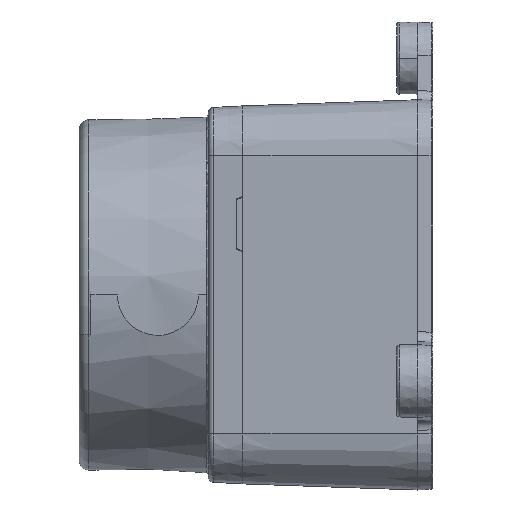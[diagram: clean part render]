
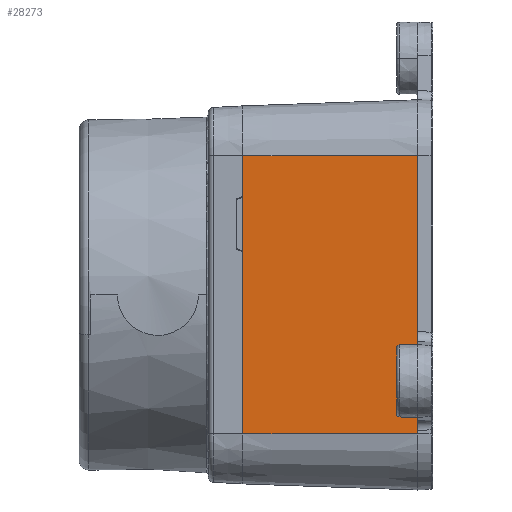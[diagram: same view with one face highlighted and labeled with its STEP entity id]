
A CAD part, left-side view. The second image highlights one B-rep face of the part: STEP entity #28273.
In plain terms, the highlighted planar face has unit normal (-0.999, 0.035, 0).
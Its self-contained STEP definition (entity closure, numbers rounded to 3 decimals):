
#7954=DIRECTION('',(0.,0.,-1.));
#7955=VECTOR('',#7954,5.287);
#7956=CARTESIAN_POINT('',(-18.69,8.6,9.643));
#7957=LINE('',#7956,#7955);
#7962=DIRECTION('',(-0.035,-0.999,0.));
#7963=VECTOR('',#7962,17.311);
#7964=CARTESIAN_POINT('',(-18.69,8.6,13.75));
#7965=LINE('',#7964,#7963);
#8027=DIRECTION('',(0.,0.,-1.));
#8028=VECTOR('',#8027,27.5);
#8029=CARTESIAN_POINT('',(-19.294,-8.7,13.75));
#8030=LINE('',#8029,#8028);
#19181=DIRECTION('',(0.,0.,-1.));
#19182=VECTOR('',#19181,4.107);
#19183=CARTESIAN_POINT('',(-18.69,8.6,13.75));
#19184=LINE('',#19183,#19182);
#19209=DIRECTION('',(0.,0.,-1.));
#19210=VECTOR('',#19209,18.107);
#19211=CARTESIAN_POINT('',(-18.69,8.6,4.357));
#19212=LINE('',#19211,#19210);
#20068=DIRECTION('',(-0.035,-0.999,0.));
#20069=VECTOR('',#20068,17.311);
#20070=CARTESIAN_POINT('',(-18.69,8.6,-13.75));
#20071=LINE('',#20070,#20069);
#23298=CARTESIAN_POINT('',(-19.294,-8.7,-13.75));
#23300=VERTEX_POINT('',#23298);
#23311=CARTESIAN_POINT('',(-19.294,-8.7,13.75));
#23312=VERTEX_POINT('',#23311);
#23323=CARTESIAN_POINT('',(-18.69,8.6,-13.75));
#23324=VERTEX_POINT('',#23323);
#23331=CARTESIAN_POINT('',(-18.69,8.6,13.75));
#23332=VERTEX_POINT('',#23331);
#24344=CARTESIAN_POINT('',(-18.69,8.6,9.643));
#24345=VERTEX_POINT('',#24344);
#24346=CARTESIAN_POINT('',(-18.69,8.6,4.357));
#24347=VERTEX_POINT('',#24346);
#28255=CARTESIAN_POINT('',(-18.69,8.6,15.443));
#28256=DIRECTION('',(0.999,-0.035,0.));
#28257=DIRECTION('',(0.,0.,-1.));
#28258=AXIS2_PLACEMENT_3D('',#28255,#28256,#28257);
#28259=PLANE('',#28258);
#28261=ORIENTED_EDGE('',*,*,#28260,.T.);
#28263=ORIENTED_EDGE('',*,*,#28262,.F.);
#28265=ORIENTED_EDGE('',*,*,#28264,.F.);
#28266=ORIENTED_EDGE('',*,*,#28245,.F.);
#28268=ORIENTED_EDGE('',*,*,#28267,.F.);
#28270=ORIENTED_EDGE('',*,*,#28269,.T.);
#28271=EDGE_LOOP('',(#28261,#28263,#28265,#28266,#28268,#28270));
#28272=FACE_OUTER_BOUND('',#28271,.F.);
#28245=EDGE_CURVE('',#24345,#24347,#7957,.T.);
#28260=EDGE_CURVE('',#23312,#23300,#8030,.T.);
#28262=EDGE_CURVE('',#23324,#23300,#20071,.T.);
#28264=EDGE_CURVE('',#24347,#23324,#19212,.T.);
#28267=EDGE_CURVE('',#23332,#24345,#19184,.T.);
#28269=EDGE_CURVE('',#23332,#23312,#7965,.T.);
#28273=ADVANCED_FACE('',(#28272),#28259,.F.);
